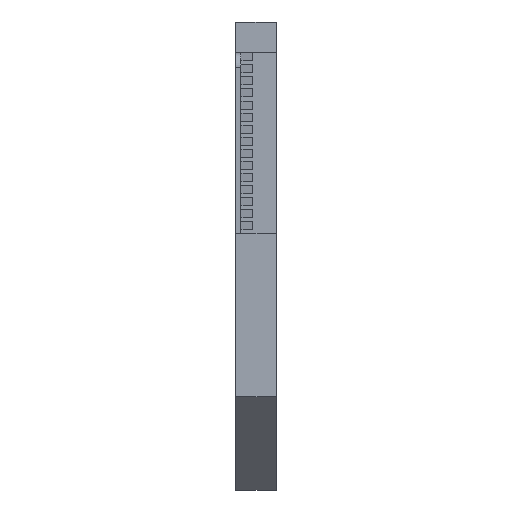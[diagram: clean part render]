
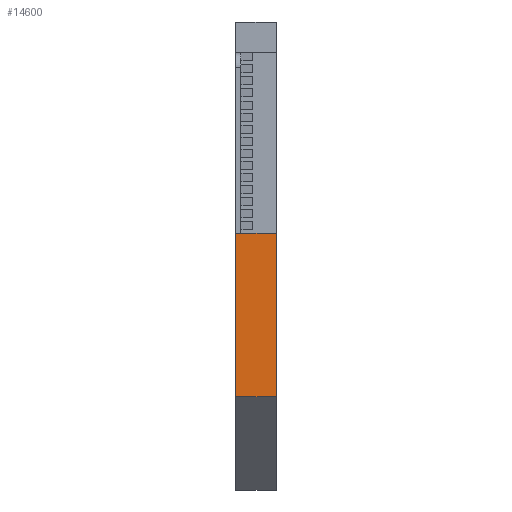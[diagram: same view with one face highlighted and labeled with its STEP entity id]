
A CAD part, left-side view. The second image highlights one B-rep face of the part: STEP entity #14600.
In plain terms, the highlighted planar face has unit normal (-1, 0, 0).
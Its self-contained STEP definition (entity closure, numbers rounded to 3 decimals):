
#172 = ORIENTED_EDGE ( 'NONE', *, *, #2776, .T. ) ;
#695 = CARTESIAN_POINT ( 'NONE',  ( -75.75, 4., 2.25 ) ) ;
#800 = LINE ( 'NONE', #695, #4025 ) ;
#1903 = CARTESIAN_POINT ( 'NONE',  ( -75.75, 0., -13.972 ) ) ;
#2318 = CARTESIAN_POINT ( 'NONE',  ( -75.75, 4., -13.972 ) ) ;
#2679 = LINE ( 'NONE', #19090, #12689 ) ;
#2755 = ORIENTED_EDGE ( 'NONE', *, *, #6746, .F. ) ;
#2776 = EDGE_CURVE ( 'NONE', #3763, #7765, #3492, .T. ) ;
#3374 = VERTEX_POINT ( 'NONE', #18706 ) ;
#3492 = LINE ( 'NONE', #2318, #17910 ) ;
#3757 = AXIS2_PLACEMENT_3D ( 'NONE', #3783, #3882, #13314 ) ;
#3763 = VERTEX_POINT ( 'NONE', #10318 ) ;
#3783 = CARTESIAN_POINT ( 'NONE',  ( -75.75, 4., 2.25 ) ) ;
#3882 = DIRECTION ( 'NONE',  ( 1., 0., 0. ) ) ;
#4025 = VECTOR ( 'NONE', #18694, 1000. ) ;
#4297 = DIRECTION ( 'NONE',  ( 0., 0., 1. ) ) ;
#6039 = EDGE_CURVE ( 'NONE', #3763, #9110, #2679, .T. ) ;
#6187 = EDGE_LOOP ( 'NONE', ( #7415, #2755, #10329, #172 ) ) ;
#6746 = EDGE_CURVE ( 'NONE', #9110, #3374, #800, .T. ) ;
#6767 = EDGE_CURVE ( 'NONE', #7765, #3374, #16678, .T. ) ;
#7415 = ORIENTED_EDGE ( 'NONE', *, *, #6767, .T. ) ;
#7765 = VERTEX_POINT ( 'NONE', #1903 ) ;
#8574 = DIRECTION ( 'NONE',  ( 0., -1., 0. ) ) ;
#9110 = VERTEX_POINT ( 'NONE', #20926 ) ;
#10318 = CARTESIAN_POINT ( 'NONE',  ( -75.75, 4., -13.972 ) ) ;
#10329 = ORIENTED_EDGE ( 'NONE', *, *, #6039, .F. ) ;
#12689 = VECTOR ( 'NONE', #12748, 1000. ) ;
#12748 = DIRECTION ( 'NONE',  ( 0., 0., 1. ) ) ;
#13314 = DIRECTION ( 'NONE',  ( 0., 0., -1. ) ) ;
#14600 = ADVANCED_FACE ( 'NONE', ( #16598 ), #16911, .F. ) ;
#16598 = FACE_OUTER_BOUND ( 'NONE', #6187, .T. ) ;
#16678 = LINE ( 'NONE', #20382, #20259 ) ;
#16911 = PLANE ( 'NONE',  #3757 ) ;
#17910 = VECTOR ( 'NONE', #8574, 1000. ) ;
#18694 = DIRECTION ( 'NONE',  ( 0., -1., 0. ) ) ;
#18706 = CARTESIAN_POINT ( 'NONE',  ( -75.75, 0., 2.25 ) ) ;
#19090 = CARTESIAN_POINT ( 'NONE',  ( -75.75, 4., 2.25 ) ) ;
#20259 = VECTOR ( 'NONE', #4297, 1000. ) ;
#20382 = CARTESIAN_POINT ( 'NONE',  ( -75.75, 0., 2.25 ) ) ;
#20926 = CARTESIAN_POINT ( 'NONE',  ( -75.75, 4., 2.25 ) ) ;
